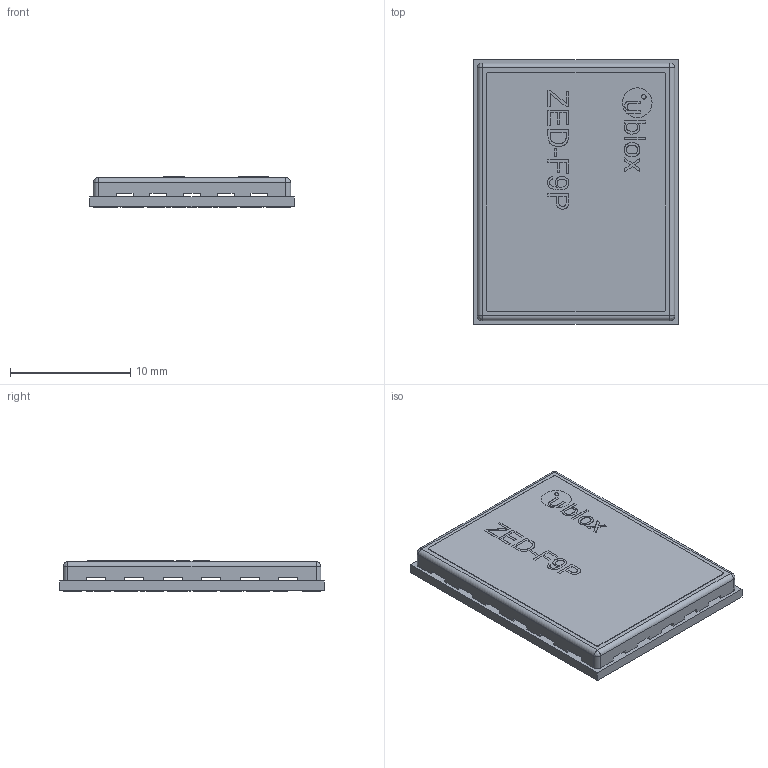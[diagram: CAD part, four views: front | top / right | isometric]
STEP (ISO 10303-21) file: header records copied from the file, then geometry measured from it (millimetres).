
FILE_DESCRIPTION (( 'STEP AP214' ), '1' );
FILE_NAME ('User Library-zed-f9p.STEP', '2024-07-07T21:56:02', ( '' ), ( '' ), 'SwSTEP 2.0', 'SolidWorks 2022', '' );
FILE_SCHEMA (( 'AUTOMOTIVE_DESIGN' ));
Length unit declared in the file: millimetre
Products named in the file (7): Imported_3; Imported_4; Imported; Imported_2; User Library-zed-f9p; Imported_6; Imported_5
Assembly tree (6 placements, depth 2):
  User Library-zed-f9p
    Imported
    Imported_2
    Imported_3
    Imported_4
    Imported_5
    Imported_6
Bounding box: 17 x 22 x 2.5 mm (x, y, z)
Volume: 405.5 mm3; surface area: 2583.4 mm2
Topology: 118 solids, 118 shells, 935 faces, 2081 edges, 1374 vertices
Faces by surface type: plane 833, bspline 77, cylinder 25
Entity records: 37232 total; most frequent: CARTESIAN_POINT 5270, ORIENTED_EDGE 4146, DIRECTION 3719, EDGE_CURVE 2073, LINE 1885, VECTOR 1885, VERTEX_POINT 1374, UNCERTAINTY_MEASURE_WITH_UNIT 1066
